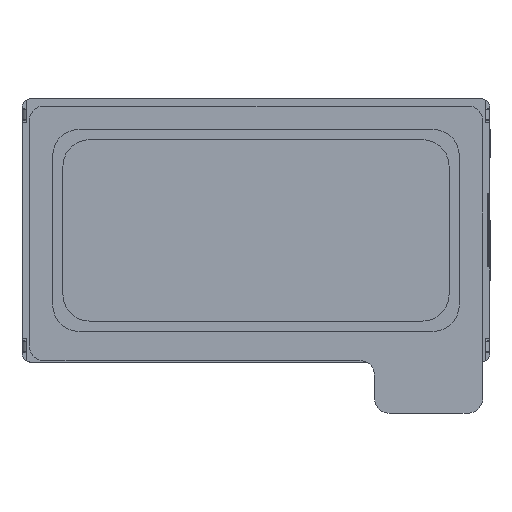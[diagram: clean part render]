
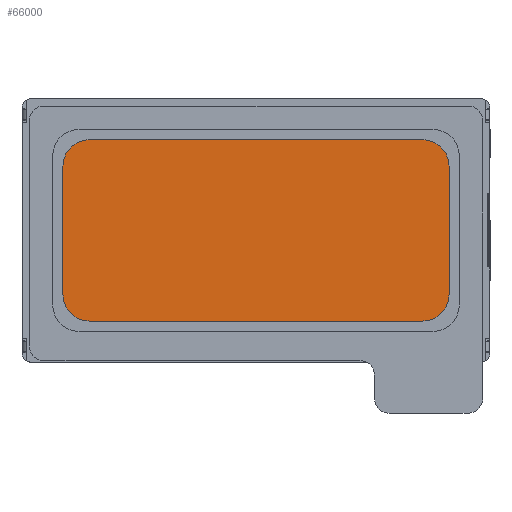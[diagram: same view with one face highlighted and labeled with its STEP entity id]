
A CAD part, top view. The second image highlights one B-rep face of the part: STEP entity #66000.
In plain terms, the highlighted planar face has unit normal (0, 0, 1).
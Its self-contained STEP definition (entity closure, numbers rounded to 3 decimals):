
#101 = LINE ( 'NONE', #73555, #1706 ) ;
#1522 = ORIENTED_EDGE ( 'NONE', *, *, #19122, .F. ) ;
#1706 = VECTOR ( 'NONE', #70181, 1000. ) ;
#2264 = CIRCLE ( 'NONE', #53826, 0.9 ) ;
#3363 = VECTOR ( 'NONE', #32803, 1000. ) ;
#6866 = VERTEX_POINT ( 'NONE', #46219 ) ;
#9305 = AXIS2_PLACEMENT_3D ( 'NONE', #66614, #41187, #79099 ) ;
#10022 = CIRCLE ( 'NONE', #70551, 0.9 ) ;
#11107 = VECTOR ( 'NONE', #78798, 1000. ) ;
#12735 = LINE ( 'NONE', #43789, #16031 ) ;
#16024 = DIRECTION ( 'NONE',  ( 0., 1., 0. ) ) ;
#16031 = VECTOR ( 'NONE', #32074, 1000. ) ;
#17632 = CARTESIAN_POINT ( 'NONE',  ( 5.7, -2.2, 2.8 ) ) ;
#18130 = DIRECTION ( 'NONE',  ( 0., 1., 0. ) ) ;
#18892 = EDGE_CURVE ( 'NONE', #41698, #37583, #57015, .T. ) ;
#19122 = EDGE_CURVE ( 'NONE', #21460, #6866, #61800, .T. ) ;
#19400 = CARTESIAN_POINT ( 'NONE',  ( 6.6, -2.2, 2.8 ) ) ;
#20170 = ORIENTED_EDGE ( 'NONE', *, *, #18892, .T. ) ;
#20877 = EDGE_CURVE ( 'NONE', #34646, #76230, #12735, .T. ) ;
#21051 = CARTESIAN_POINT ( 'NONE',  ( -6.6, -2.2, 2.8 ) ) ;
#21460 = VERTEX_POINT ( 'NONE', #21051 ) ;
#22072 = CARTESIAN_POINT ( 'NONE',  ( -5.7, -3.1, 2.8 ) ) ;
#22391 = EDGE_CURVE ( 'NONE', #41698, #21460, #2264, .T. ) ;
#23920 = CARTESIAN_POINT ( 'NONE',  ( -6.6, -2.2, 2.8 ) ) ;
#27447 = EDGE_CURVE ( 'NONE', #37583, #45053, #67699, .T. ) ;
#29214 = CARTESIAN_POINT ( 'NONE',  ( 5.7, -3.1, 2.8 ) ) ;
#29579 = ORIENTED_EDGE ( 'NONE', *, *, #22391, .F. ) ;
#32074 = DIRECTION ( 'NONE',  ( 1., 0., 0. ) ) ;
#32172 = AXIS2_PLACEMENT_3D ( 'NONE', #22072, #71302, #16024 ) ;
#32803 = DIRECTION ( 'NONE',  ( 1., 0., 0. ) ) ;
#34254 = EDGE_CURVE ( 'NONE', #34646, #6866, #72468, .T. ) ;
#34646 = VERTEX_POINT ( 'NONE', #78604 ) ;
#36589 = CARTESIAN_POINT ( 'NONE',  ( 6.6, 2.2, 2.8 ) ) ;
#37583 = VERTEX_POINT ( 'NONE', #29214 ) ;
#38587 = EDGE_CURVE ( 'NONE', #45053, #49307, #101, .T. ) ;
#41051 = FACE_OUTER_BOUND ( 'NONE', #48119, .T. ) ;
#41187 = DIRECTION ( 'NONE',  ( 0., 0., 1. ) ) ;
#41698 = VERTEX_POINT ( 'NONE', #68552 ) ;
#43789 = CARTESIAN_POINT ( 'NONE',  ( -5.7, 3.1, 2.8 ) ) ;
#45053 = VERTEX_POINT ( 'NONE', #19400 ) ;
#45834 = ORIENTED_EDGE ( 'NONE', *, *, #34254, .T. ) ;
#46219 = CARTESIAN_POINT ( 'NONE',  ( -6.6, 2.2, 2.8 ) ) ;
#47765 = ORIENTED_EDGE ( 'NONE', *, *, #20877, .F. ) ;
#48119 = EDGE_LOOP ( 'NONE', ( #1522, #29579, #20170, #66125, #58953, #53341, #47765, #45834 ) ) ;
#48813 = CARTESIAN_POINT ( 'NONE',  ( 5.7, 2.2, 2.8 ) ) ;
#49307 = VERTEX_POINT ( 'NONE', #36589 ) ;
#51373 = CARTESIAN_POINT ( 'NONE',  ( -5.7, -3.1, 2.8 ) ) ;
#52745 = PLANE ( 'NONE',  #32172 ) ;
#53341 = ORIENTED_EDGE ( 'NONE', *, *, #63671, .F. ) ;
#53826 = AXIS2_PLACEMENT_3D ( 'NONE', #72826, #65953, #77637 ) ;
#57015 = LINE ( 'NONE', #51373, #3363 ) ;
#58953 = ORIENTED_EDGE ( 'NONE', *, *, #38587, .T. ) ;
#60404 = DIRECTION ( 'NONE',  ( 0., -1., 0. ) ) ;
#61254 = AXIS2_PLACEMENT_3D ( 'NONE', #17632, #78546, #60404 ) ;
#61310 = DIRECTION ( 'NONE',  ( 0., 0., -1. ) ) ;
#61624 = CARTESIAN_POINT ( 'NONE',  ( 5.7, 3.1, 2.8 ) ) ;
#61800 = LINE ( 'NONE', #23920, #11107 ) ;
#63671 = EDGE_CURVE ( 'NONE', #76230, #49307, #10022, .T. ) ;
#65953 = DIRECTION ( 'NONE',  ( 0., 0., -1. ) ) ;
#66000 = ADVANCED_FACE ( 'NONE', ( #41051 ), #52745, .T. ) ;
#66125 = ORIENTED_EDGE ( 'NONE', *, *, #27447, .T. ) ;
#66614 = CARTESIAN_POINT ( 'NONE',  ( -5.7, 2.2, 2.8 ) ) ;
#67699 = CIRCLE ( 'NONE', #61254, 0.9 ) ;
#68552 = CARTESIAN_POINT ( 'NONE',  ( -5.7, -3.1, 2.8 ) ) ;
#70181 = DIRECTION ( 'NONE',  ( 0., 1., 0. ) ) ;
#70551 = AXIS2_PLACEMENT_3D ( 'NONE', #48813, #61310, #18130 ) ;
#71302 = DIRECTION ( 'NONE',  ( 0., 0., 1. ) ) ;
#72468 = CIRCLE ( 'NONE', #9305, 0.9 ) ;
#72826 = CARTESIAN_POINT ( 'NONE',  ( -5.7, -2.2, 2.8 ) ) ;
#73555 = CARTESIAN_POINT ( 'NONE',  ( 6.6, -2.2, 2.8 ) ) ;
#76230 = VERTEX_POINT ( 'NONE', #61624 ) ;
#77637 = DIRECTION ( 'NONE',  ( 0., -1., 0. ) ) ;
#78546 = DIRECTION ( 'NONE',  ( 0., 0., 1. ) ) ;
#78604 = CARTESIAN_POINT ( 'NONE',  ( -5.7, 3.1, 2.8 ) ) ;
#78798 = DIRECTION ( 'NONE',  ( 0., 1., 0. ) ) ;
#79099 = DIRECTION ( 'NONE',  ( 0., 1., 0. ) ) ;
